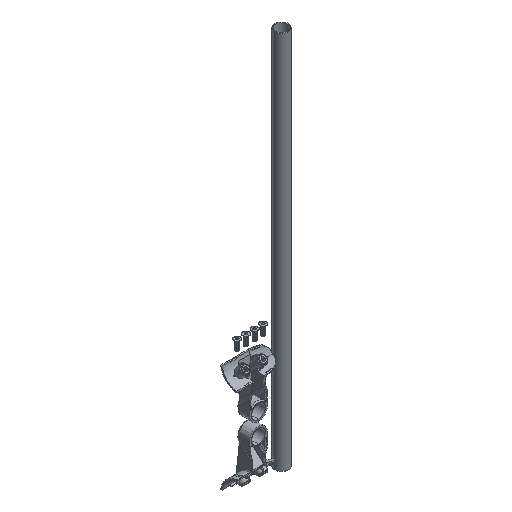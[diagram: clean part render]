
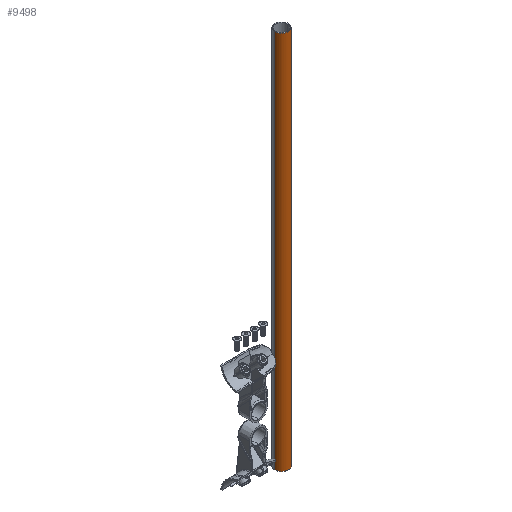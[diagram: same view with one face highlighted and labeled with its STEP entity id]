
A CAD part, isometric view. The second image highlights one B-rep face of the part: STEP entity #9498.
In plain terms, the highlighted cylindrical face has radius 9.5 mm (diameter 19 mm), a partial arc.
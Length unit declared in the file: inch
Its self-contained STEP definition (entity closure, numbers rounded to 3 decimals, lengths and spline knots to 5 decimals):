
#234 = ORIENTED_EDGE ( 'NONE', *, *, #31514, .T. ) ;
#560 = CARTESIAN_POINT ( 'NONE',  ( 0.50304, 0.12109, 31.00394 ) ) ;
#3074 = DIRECTION ( 'NONE',  ( 0., 0., -1. ) ) ;
#4750 = VERTEX_POINT ( 'NONE', #560 ) ;
#5746 = CIRCLE ( 'NONE', #28231, 0.37402 ) ;
#9498 = ADVANCED_FACE ( 'NONE', ( #26330 ), #20846, .T. ) ;
#10127 = DIRECTION ( 'NONE',  ( -1., 0., 0. ) ) ;
#12033 = CARTESIAN_POINT ( 'NONE',  ( 0.12902, 0.12109, 31.00394 ) ) ;
#12408 = CARTESIAN_POINT ( 'NONE',  ( -0.24499, 0.12109, 31.00394 ) ) ;
#12506 = EDGE_CURVE ( 'NONE', #4750, #23698, #28936, .T. ) ;
#14158 = ORIENTED_EDGE ( 'NONE', *, *, #32320, .F. ) ;
#16291 = ORIENTED_EDGE ( 'NONE', *, *, #33591, .F. ) ;
#17297 = CARTESIAN_POINT ( 'NONE',  ( 0.50304, 0.12109, 10.33465 ) ) ;
#17890 = VERTEX_POINT ( 'NONE', #17297 ) ;
#18300 = VECTOR ( 'NONE', #28381, 39.37008 ) ;
#18521 = ORIENTED_EDGE ( 'NONE', *, *, #12506, .T. ) ;
#18551 = DIRECTION ( 'NONE',  ( -1., 0., 0. ) ) ;
#19076 = LINE ( 'NONE', #31019, #35229 ) ;
#19453 = DIRECTION ( 'NONE',  ( 0., 0., 1. ) ) ;
#20846 = CYLINDRICAL_SURFACE ( 'NONE', #35515, 0.37402 ) ;
#22585 = DIRECTION ( 'NONE',  ( 0., 0., 1. ) ) ;
#22862 = EDGE_LOOP ( 'NONE', ( #16291, #234, #14158, #18521 ) ) ;
#23698 = VERTEX_POINT ( 'NONE', #12408 ) ;
#23966 = DIRECTION ( 'NONE',  ( -1., 0., 0. ) ) ;
#25384 = CARTESIAN_POINT ( 'NONE',  ( -0.24499, 0.12109, 10.33465 ) ) ;
#25521 = CARTESIAN_POINT ( 'NONE',  ( 0.12902, 0.12109, 10.33465 ) ) ;
#26330 = FACE_OUTER_BOUND ( 'NONE', #22862, .T. ) ;
#27073 = AXIS2_PLACEMENT_3D ( 'NONE', #30295, #3074, #10127 ) ;
#27658 = VERTEX_POINT ( 'NONE', #25384 ) ;
#28231 = AXIS2_PLACEMENT_3D ( 'NONE', #25521, #22585, #18551 ) ;
#28381 = DIRECTION ( 'NONE',  ( 0., 0., -1. ) ) ;
#28577 = CARTESIAN_POINT ( 'NONE',  ( 0.50304, 0.12109, 31.00394 ) ) ;
#28936 = CIRCLE ( 'NONE', #27073, 0.37402 ) ;
#30295 = CARTESIAN_POINT ( 'NONE',  ( 0.12902, 0.12109, 31.00394 ) ) ;
#31019 = CARTESIAN_POINT ( 'NONE',  ( -0.24499, 0.12109, 31.00394 ) ) ;
#31308 = LINE ( 'NONE', #28577, #18300 ) ;
#31514 = EDGE_CURVE ( 'NONE', #27658, #17890, #5746, .T. ) ;
#32320 = EDGE_CURVE ( 'NONE', #4750, #17890, #31308, .T. ) ;
#33005 = DIRECTION ( 'NONE',  ( 0., 0., -1. ) ) ;
#33591 = EDGE_CURVE ( 'NONE', #27658, #23698, #19076, .T. ) ;
#35229 = VECTOR ( 'NONE', #19453, 39.37008 ) ;
#35515 = AXIS2_PLACEMENT_3D ( 'NONE', #12033, #33005, #23966 ) ;
